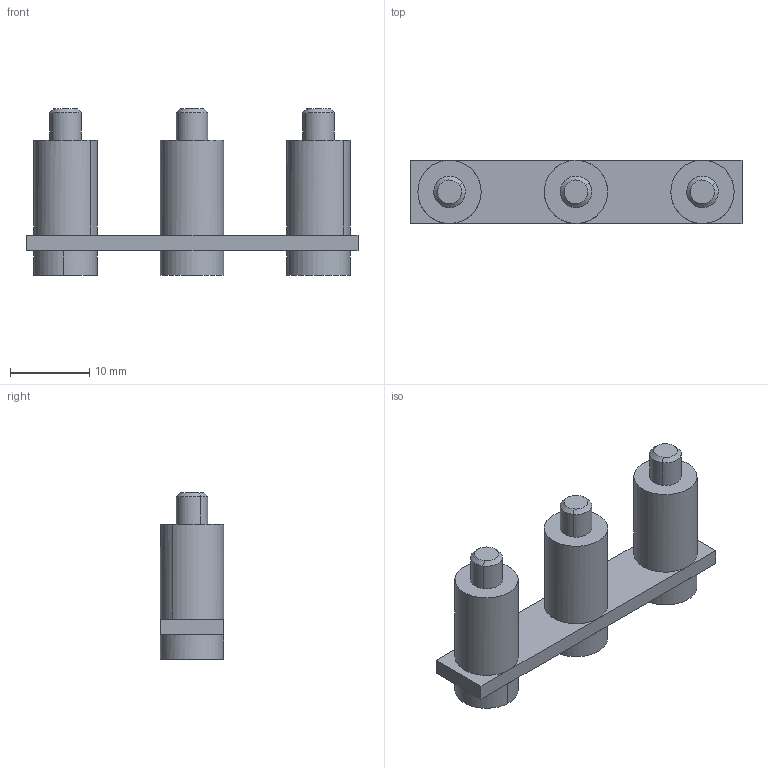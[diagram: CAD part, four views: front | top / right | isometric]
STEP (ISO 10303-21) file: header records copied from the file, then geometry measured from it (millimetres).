
FILE_DESCRIPTION (( 'STEP AP214' ), '1' );
FILE_NAME ('480213_UK 35-3 RDS.STP', '2014-01-20T11:37:56', ( 'arge' ), ( 'Microsoft' ), 'SwSTEP 2.0', 'SolidWorks 2013', '' );
FILE_SCHEMA (( 'AUTOMOTIVE_DESIGN' ));
Length unit declared in the file: millimetre
Products named in the file (1): 480213_UK 35-3 RDS
Bounding box: 42 x 8 x 21.1 mm (x, y, z)
Volume: 3056.5 mm3; surface area: 2338.6 mm2
Topology: 1 solids, 4 shells, 63 faces, 138 edges, 86 vertices
Faces by surface type: cylinder 30, plane 27, cone 6
Entity records: 2402 total; most frequent: DIRECTION 344, CARTESIAN_POINT 288, ORIENTED_EDGE 276, AXIS2_PLACEMENT_3D 142, EDGE_CURVE 138, VERTEX_POINT 86, CIRCLE 78, EDGE_LOOP 72
